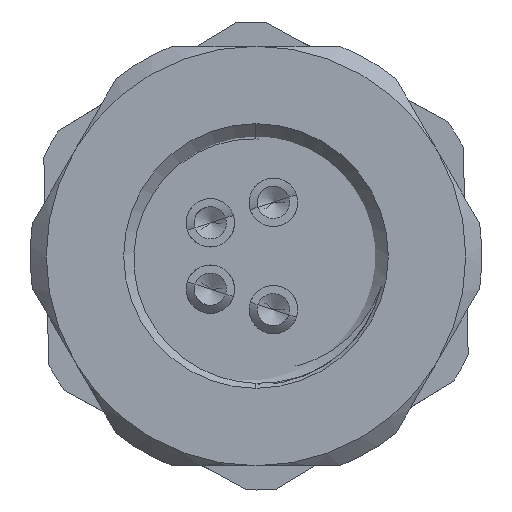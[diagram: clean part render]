
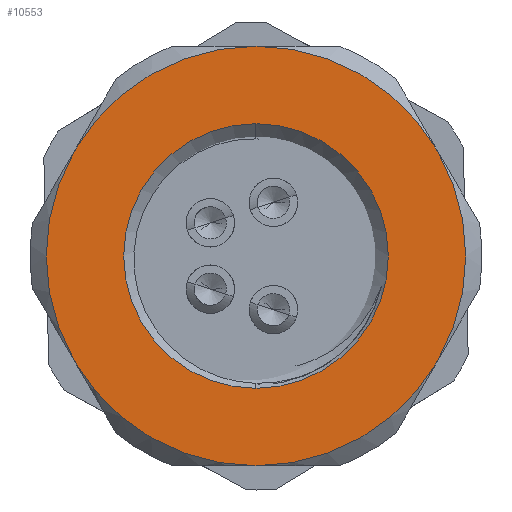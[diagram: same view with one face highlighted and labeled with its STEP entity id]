
A CAD part, left-side view. The second image highlights one B-rep face of the part: STEP entity #10553.
In plain terms, the highlighted planar face has unit normal (-1, 0, 0).
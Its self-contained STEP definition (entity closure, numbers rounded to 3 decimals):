
#424 = ORIENTED_EDGE ( 'NONE', *, *, #1479, .T. ) ;
#815 = DIRECTION ( 'NONE',  ( -1., 0., 0. ) ) ;
#1117 = AXIS2_PLACEMENT_3D ( 'NONE', #19376, #4387, #7458 ) ;
#1138 = FACE_BOUND ( 'NONE', #15025, .T. ) ;
#1250 = DIRECTION ( 'NONE',  ( -1., 0., 0. ) ) ;
#1426 = FACE_OUTER_BOUND ( 'NONE', #11030, .T. ) ;
#1479 = EDGE_CURVE ( 'NONE', #2461, #3378, #2171, .T. ) ;
#1537 = CARTESIAN_POINT ( 'NONE',  ( -13.6, 5.629, -3.25 ) ) ;
#1580 = CARTESIAN_POINT ( 'NONE',  ( -13.6, 0., 0. ) ) ;
#2171 = CIRCLE ( 'NONE', #17620, 6.5 ) ;
#2283 = ORIENTED_EDGE ( 'NONE', *, *, #14940, .T. ) ;
#2386 = DIRECTION ( 'NONE',  ( 1., 0., 0. ) ) ;
#2410 = AXIS2_PLACEMENT_3D ( 'NONE', #6867, #2386, #8367 ) ;
#2461 = VERTEX_POINT ( 'NONE', #8341 ) ;
#2695 = ORIENTED_EDGE ( 'NONE', *, *, #15129, .T. ) ;
#3059 = DIRECTION ( 'NONE',  ( 0., 0., -1. ) ) ;
#3378 = VERTEX_POINT ( 'NONE', #18026 ) ;
#3701 = AXIS2_PLACEMENT_3D ( 'NONE', #14263, #6660, #15747 ) ;
#3941 = CIRCLE ( 'NONE', #19058, 6.5 ) ;
#4009 = CIRCLE ( 'NONE', #2410, 4.1 ) ;
#4387 = DIRECTION ( 'NONE',  ( -1., 0., 0. ) ) ;
#4407 = DIRECTION ( 'NONE',  ( 1., 0., 0. ) ) ;
#4613 = VERTEX_POINT ( 'NONE', #15499 ) ;
#4638 = AXIS2_PLACEMENT_3D ( 'NONE', #7365, #18013, #10063 ) ;
#4816 = CARTESIAN_POINT ( 'NONE',  ( -13.6, 0., 6.5 ) ) ;
#4957 = AXIS2_PLACEMENT_3D ( 'NONE', #13507, #4407, #19110 ) ;
#4961 = AXIS2_PLACEMENT_3D ( 'NONE', #18885, #815, #12891 ) ;
#4980 = ORIENTED_EDGE ( 'NONE', *, *, #12728, .T. ) ;
#5672 = ORIENTED_EDGE ( 'NONE', *, *, #9058, .T. ) ;
#6147 = VERTEX_POINT ( 'NONE', #1537 ) ;
#6246 = DIRECTION ( 'NONE',  ( -1., 0., 0. ) ) ;
#6660 = DIRECTION ( 'NONE',  ( -1., 0., 0. ) ) ;
#6867 = CARTESIAN_POINT ( 'NONE',  ( -13.6, 0., 0. ) ) ;
#7365 = CARTESIAN_POINT ( 'NONE',  ( -13.6, 0., 0. ) ) ;
#7458 = DIRECTION ( 'NONE',  ( 0., 0., -1. ) ) ;
#8341 = CARTESIAN_POINT ( 'NONE',  ( -13.6, -5.629, -3.25 ) ) ;
#8367 = DIRECTION ( 'NONE',  ( 0., 0., -1. ) ) ;
#8779 = CIRCLE ( 'NONE', #3701, 6.5 ) ;
#9058 = EDGE_CURVE ( 'NONE', #11491, #2461, #11877, .T. ) ;
#10063 = DIRECTION ( 'NONE',  ( 0., 0., -1. ) ) ;
#10276 = CARTESIAN_POINT ( 'NONE',  ( -13.6, 0., 0. ) ) ;
#10553 = ADVANCED_FACE ( 'NONE', ( #1138, #1426 ), #13116, .F. ) ;
#10604 = DIRECTION ( 'NONE',  ( 0., 0., -1. ) ) ;
#10784 = VERTEX_POINT ( 'NONE', #4816 ) ;
#10807 = CARTESIAN_POINT ( 'NONE',  ( -13.6, 0., 0. ) ) ;
#11030 = EDGE_LOOP ( 'NONE', ( #5672, #424, #2695, #2283, #4980, #15722 ) ) ;
#11101 = ORIENTED_EDGE ( 'NONE', *, *, #12026, .T. ) ;
#11231 = AXIS2_PLACEMENT_3D ( 'NONE', #10807, #15029, #10604 ) ;
#11286 = EDGE_CURVE ( 'NONE', #13135, #4613, #14726, .T. ) ;
#11491 = VERTEX_POINT ( 'NONE', #16769 ) ;
#11679 = VERTEX_POINT ( 'NONE', #13624 ) ;
#11877 = CIRCLE ( 'NONE', #1117, 6.5 ) ;
#12026 = EDGE_CURVE ( 'NONE', #4613, #13135, #4009, .T. ) ;
#12548 = CIRCLE ( 'NONE', #4961, 6.5 ) ;
#12728 = EDGE_CURVE ( 'NONE', #11679, #6147, #8779, .T. ) ;
#12801 = CIRCLE ( 'NONE', #11231, 6.5 ) ;
#12891 = DIRECTION ( 'NONE',  ( 0., 0., -1. ) ) ;
#13116 = PLANE ( 'NONE',  #4957 ) ;
#13135 = VERTEX_POINT ( 'NONE', #18178 ) ;
#13507 = CARTESIAN_POINT ( 'NONE',  ( -13.6, 7., 0. ) ) ;
#13624 = CARTESIAN_POINT ( 'NONE',  ( -13.6, 5.629, 3.25 ) ) ;
#14263 = CARTESIAN_POINT ( 'NONE',  ( -13.6, 0., 0. ) ) ;
#14693 = DIRECTION ( 'NONE',  ( 0., 0., -1. ) ) ;
#14726 = CIRCLE ( 'NONE', #4638, 4.1 ) ;
#14940 = EDGE_CURVE ( 'NONE', #10784, #11679, #3941, .T. ) ;
#15025 = EDGE_LOOP ( 'NONE', ( #11101, #15826 ) ) ;
#15029 = DIRECTION ( 'NONE',  ( -1., 0., 0. ) ) ;
#15129 = EDGE_CURVE ( 'NONE', #3378, #10784, #12801, .T. ) ;
#15499 = CARTESIAN_POINT ( 'NONE',  ( -13.6, 0., 4.1 ) ) ;
#15722 = ORIENTED_EDGE ( 'NONE', *, *, #17564, .T. ) ;
#15747 = DIRECTION ( 'NONE',  ( 0., 0., -1. ) ) ;
#15826 = ORIENTED_EDGE ( 'NONE', *, *, #11286, .T. ) ;
#16769 = CARTESIAN_POINT ( 'NONE',  ( -13.6, 0., -6.5 ) ) ;
#17564 = EDGE_CURVE ( 'NONE', #6147, #11491, #12548, .T. ) ;
#17620 = AXIS2_PLACEMENT_3D ( 'NONE', #10276, #1250, #14693 ) ;
#18013 = DIRECTION ( 'NONE',  ( 1., 0., 0. ) ) ;
#18026 = CARTESIAN_POINT ( 'NONE',  ( -13.6, -5.629, 3.25 ) ) ;
#18178 = CARTESIAN_POINT ( 'NONE',  ( -13.6, 0., -4.1 ) ) ;
#18885 = CARTESIAN_POINT ( 'NONE',  ( -13.6, 0., 0. ) ) ;
#19058 = AXIS2_PLACEMENT_3D ( 'NONE', #1580, #6246, #3059 ) ;
#19110 = DIRECTION ( 'NONE',  ( 0., 0., -1. ) ) ;
#19376 = CARTESIAN_POINT ( 'NONE',  ( -13.6, 0., 0. ) ) ;
